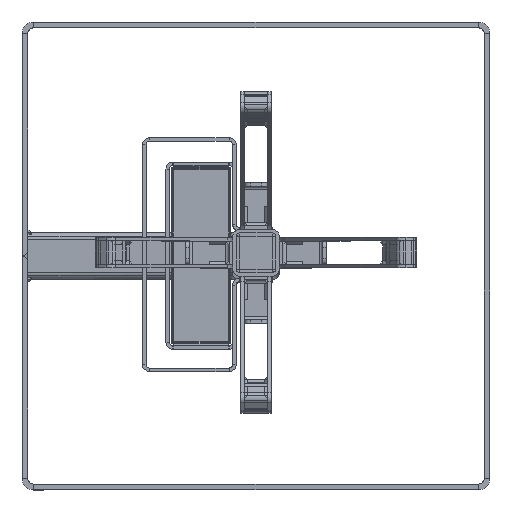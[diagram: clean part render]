
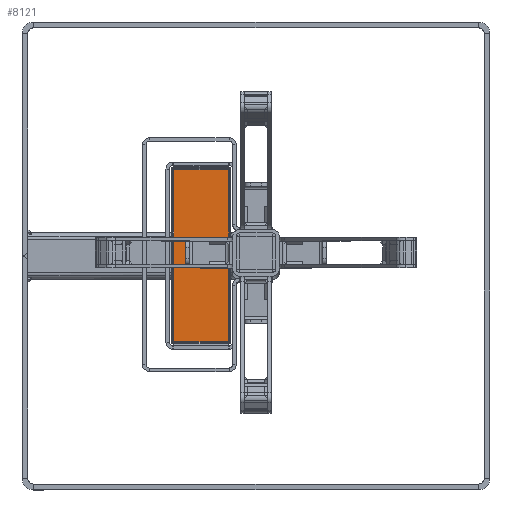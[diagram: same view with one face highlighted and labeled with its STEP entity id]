
A CAD part, top view. The second image highlights one B-rep face of the part: STEP entity #8121.
In plain terms, the highlighted face is planar.
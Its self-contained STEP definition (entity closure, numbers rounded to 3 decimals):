
#1064=FACE_OUTER_BOUND('',#1592,.T.);
#1592=EDGE_LOOP('',(#7190,#7191,#7192,#7193));
#2434=LINE('',#14205,#3296);
#2443=LINE('',#14229,#3305);
#2449=LINE('',#14248,#3311);
#2457=LINE('',#14267,#3319);
#3296=VECTOR('',#11273,10.);
#3305=VECTOR('',#11300,10.);
#3311=VECTOR('',#11328,10.);
#3319=VECTOR('',#11354,10.);
#3936=VERTEX_POINT('',#14193);
#3937=VERTEX_POINT('',#14198);
#3942=VERTEX_POINT('',#14217);
#3943=VERTEX_POINT('',#14222);
#4994=EDGE_CURVE('',#3936,#3937,#2434,.T.);
#5007=EDGE_CURVE('',#3942,#3943,#2443,.T.);
#5018=EDGE_CURVE('',#3943,#3936,#2449,.T.);
#5029=EDGE_CURVE('',#3937,#3942,#2457,.T.);
#7190=ORIENTED_EDGE('',*,*,#4994,.T.);
#7191=ORIENTED_EDGE('',*,*,#5029,.T.);
#7192=ORIENTED_EDGE('',*,*,#5007,.T.);
#7193=ORIENTED_EDGE('',*,*,#5018,.T.);
#7597=PLANE('',#8997);
#8121=ADVANCED_FACE('',(#1064),#7597,.T.);
#8997=AXIS2_PLACEMENT_3D('',#14268,#11355,#11356);
#11273=DIRECTION('',(0.,0.,1.));
#11300=DIRECTION('',(0.,0.,-1.));
#11328=DIRECTION('',(0.,1.,0.));
#11354=DIRECTION('',(0.,-1.,0.));
#11355=DIRECTION('center_axis',(1.,0.,0.));
#11356=DIRECTION('ref_axis',(0.,0.,-1.));
#14193=CARTESIAN_POINT('',(1.,73.5,-23.5));
#14198=CARTESIAN_POINT('',(1.,73.5,23.5));
#14205=CARTESIAN_POINT('',(1.,73.5,11.75));
#14217=CARTESIAN_POINT('',(1.,-73.5,23.5));
#14222=CARTESIAN_POINT('',(1.,-73.5,-23.5));
#14229=CARTESIAN_POINT('',(1.,-73.5,-11.75));
#14248=CARTESIAN_POINT('',(1.,37.75,-23.5));
#14267=CARTESIAN_POINT('',(1.,-37.75,23.5));
#14268=CARTESIAN_POINT('Origin',(1.,0.,0.));
